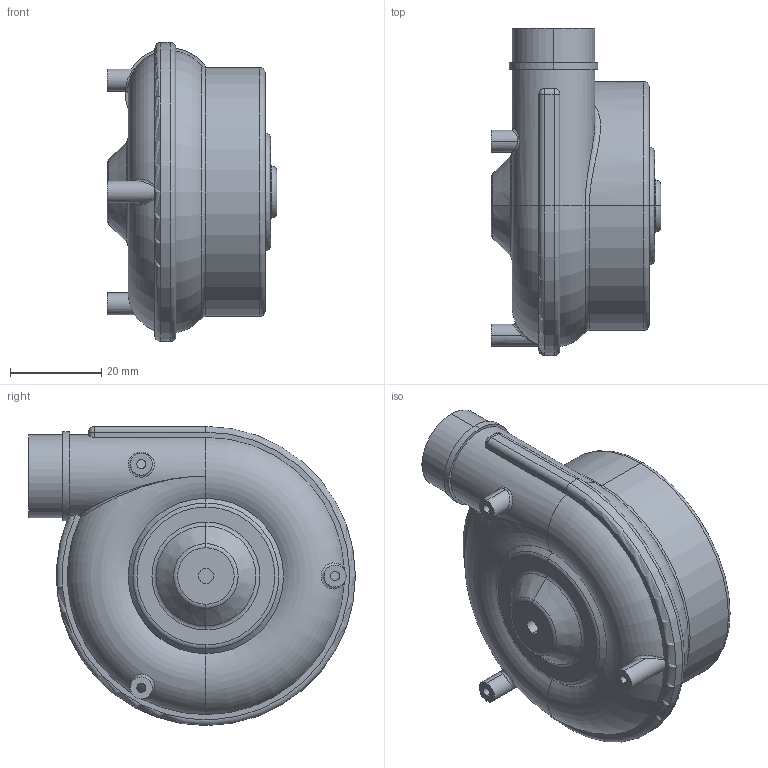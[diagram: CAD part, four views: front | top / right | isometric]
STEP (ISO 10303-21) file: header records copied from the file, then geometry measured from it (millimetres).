
FILE_DESCRIPTION (( 'STEP AP214' ), '1' );
FILE_NAME ('CPAP_Blower.STEP', '2022-07-24T04:17:35', ( '' ), ( '' ), 'SwSTEP 2.0', 'SolidWorks 2021', '' );
FILE_SCHEMA (( 'AUTOMOTIVE_DESIGN' ));
Length unit declared in the file: inch
Products named in the file (1): CPAP_Blower
Bounding box: 37.34 x 71.84 x 65.73 mm (x, y, z)
Volume: 74066.3 mm3; surface area: 16326.7 mm2
Topology: 1 solids, 1 shells, 188 faces, 453 edges, 267 vertices
Faces by surface type: cylinder 73, torus 44, plane 35, bspline 24, sphere 8, cone 4
Entity records: 7532 total; most frequent: CARTESIAN_POINT 3311, DIRECTION 886, ORIENTED_EDGE 886, EDGE_CURVE 443, AXIS2_PLACEMENT_3D 382, VERTEX_POINT 267, CIRCLE 217, EDGE_LOOP 198
